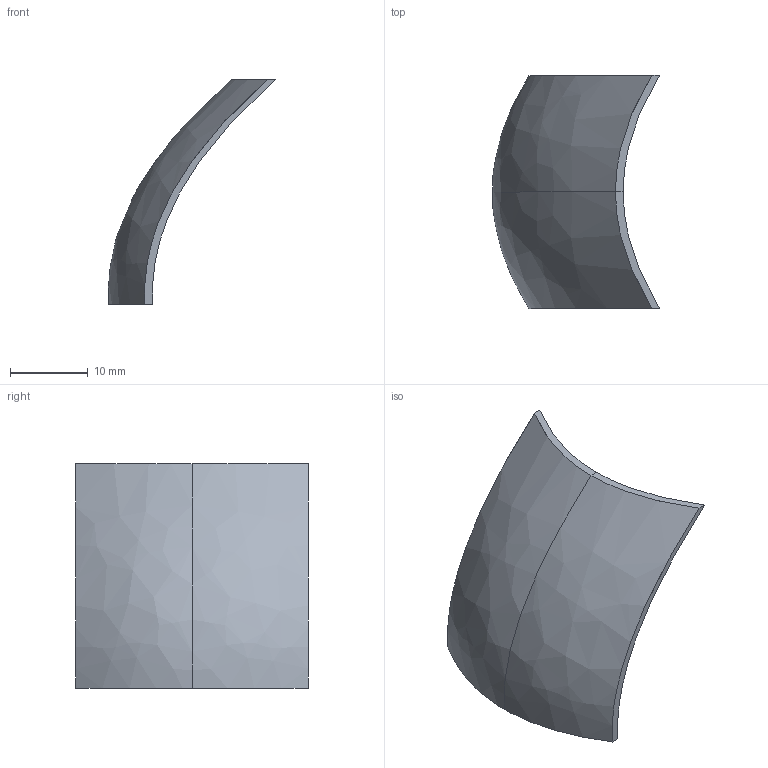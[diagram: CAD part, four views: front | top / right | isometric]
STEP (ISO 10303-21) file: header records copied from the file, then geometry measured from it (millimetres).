
FILE_DESCRIPTION(('FreeCAD Model'),'2;1');
FILE_NAME('Lens.step','2015-03-23T01:25:03',('FreeCAD'),('FreeCAD'), 'Open CASCADE STEP processor 6.7','FreeCAD','Unknown');
FILE_SCHEMA(('AUTOMOTIVE_DESIGN_CC2 { 1 2 10303 214 -1 1 5 4 }'));
Length unit declared in the file: millimetre
Products named in the file (1): Lens
Bounding box: 21.54 x 30 x 29 mm (x, y, z)
Volume: 873.9 mm3; surface area: 2276.5 mm2
Topology: 1 solids, 1 shells, 10 faces, 20 edges, 12 vertices
Faces by surface type: extrusion 6, bspline 4
Entity records: 12665 total; most frequent: CARTESIAN_POINT 12291, ORIENTED_EDGE 40, PCURVE 40, DEFINITIONAL_REPRESENTATION 40, B_SPLINE_CURVE_WITH_KNOTS 38, DIRECTION 36, VECTOR 34, LINE 28
